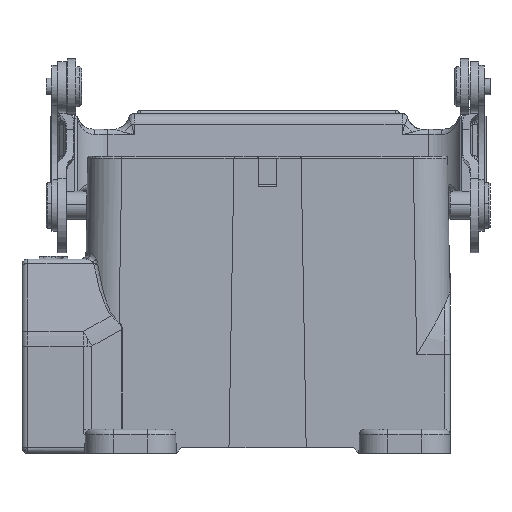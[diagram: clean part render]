
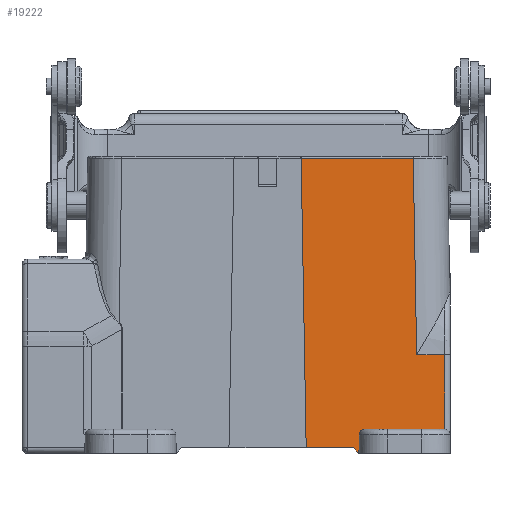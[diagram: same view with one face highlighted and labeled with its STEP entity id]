
A CAD part, left-side view. The second image highlights one B-rep face of the part: STEP entity #19222.
In plain terms, the highlighted planar face has unit normal (-1, 0, 0.018).
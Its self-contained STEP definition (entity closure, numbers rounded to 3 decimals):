
#1949=DIRECTION('',(0.,1.,0.));
#1950=VECTOR('',#1949,4.893);
#1951=CARTESIAN_POINT('',(-32.91,-30.805,
-33.061));
#1952=LINE('',#1951,#1950);
#1953=CARTESIAN_POINT('',(-32.91,-25.912,
-33.061));
#1964=CARTESIAN_POINT('',(-33.139,-30.805,
-46.131));
#1965=CARTESIAN_POINT('',(-33.138,-30.786,
-46.13));
#1966=CARTESIAN_POINT('',(-33.138,-30.767,
-46.129));
#1967=CARTESIAN_POINT('',(-33.138,-30.749,
-46.129));
#1969=DIRECTION('',(0.012,0.707,0.707));
#1970=VECTOR('',#1969,1.414);
#1971=CARTESIAN_POINT('',(-33.212,-15.805,
-50.329));
#1972=LINE('',#1971,#1970);
#1973=DIRECTION('',(0.,1.,0.));
#1974=VECTOR('',#1973,8.239);
#1975=CARTESIAN_POINT('',(-33.194,-14.805,
-49.329));
#1976=LINE('',#1975,#1974);
#1977=DIRECTION('',(-0.017,-0.017,-1.));
#1978=VECTOR('',#1977,34.448);
#1979=CARTESIAN_POINT('',(-32.309,-25.311,
1.376));
#1980=LINE('',#1979,#1978);
#2006=DIRECTION('',(0.017,0.,1.));
#2007=VECTOR('',#2006,13.072);
#2008=CARTESIAN_POINT('',(-33.139,-30.805,
-46.131));
#2009=LINE('',#2008,#2007);
#2293=DIRECTION('',(0.017,-0.017,1.));
#2294=VECTOR('',#2293,3.219);
#2295=CARTESIAN_POINT('',(-33.212,-15.805,
-50.329));
#2296=LINE('',#2295,#2294);
#2444=CARTESIAN_POINT('',(-33.156,-15.861,
-47.112));
#2445=CARTESIAN_POINT('',(-33.153,-15.864,
-46.948));
#2446=CARTESIAN_POINT('',(-33.148,-15.939,
-46.691));
#2447=CARTESIAN_POINT('',(-33.143,-16.146,
-46.402));
#2448=CARTESIAN_POINT('',(-33.14,-16.439,
-46.2));
#2449=CARTESIAN_POINT('',(-33.138,-16.697,
-46.129));
#2450=CARTESIAN_POINT('',(-33.138,-16.861,
-46.129));
#2466=DIRECTION('',(0.,-1.,0.));
#2467=VECTOR('',#2466,13.888);
#2468=CARTESIAN_POINT('',(-33.138,-16.861,
-46.129));
#2469=LINE('',#2468,#2467);
#2532=DIRECTION('',(-0.017,-0.017,-1.));
#2533=VECTOR('',#2532,50.72);
#2534=CARTESIAN_POINT('',(-32.309,-5.681,
1.375));
#2535=LINE('',#2534,#2533);
#2689=DIRECTION('',(0.,1.,0.));
#2690=VECTOR('',#2689,19.63);
#2691=CARTESIAN_POINT('',(-32.309,-25.311,
1.376));
#2692=LINE('',#2691,#2690);
#14660=CARTESIAN_POINT('',(-33.194,-6.566,
-49.329));
#14661=VERTEX_POINT('',#14660);
#14662=CARTESIAN_POINT('',(-33.194,-14.805,
-49.329));
#14663=VERTEX_POINT('',#14662);
#14699=CARTESIAN_POINT('',(-32.91,-30.805,
-33.061));
#14700=VERTEX_POINT('',#14699);
#14701=VERTEX_POINT('',#1953);
#14702=CARTESIAN_POINT('',(-32.309,-25.311,
1.376));
#14703=VERTEX_POINT('',#14702);
#14709=VERTEX_POINT('',#1964);
#14710=VERTEX_POINT('',#1967);
#14711=CARTESIAN_POINT('',(-33.138,-16.861,
-46.129));
#14712=VERTEX_POINT('',#14711);
#14713=VERTEX_POINT('',#2444);
#14714=CARTESIAN_POINT('',(-33.212,-15.805,
-50.329));
#14715=VERTEX_POINT('',#14714);
#14716=CARTESIAN_POINT('',(-32.309,-5.681,
1.375));
#14717=VERTEX_POINT('',#14716);
#19196=CARTESIAN_POINT('',(-32.761,-18.243,
-24.477));
#19197=DIRECTION('',(1.,0.,-0.017));
#19198=DIRECTION('',(0.017,0.,1.));
#19199=AXIS2_PLACEMENT_3D('',#19196,#19197,#19198);
#19200=PLANE('',#19199);
#19202=ORIENTED_EDGE('',*,*,#19201,.T.);
#19204=ORIENTED_EDGE('',*,*,#19203,.F.);
#19206=ORIENTED_EDGE('',*,*,#19205,.F.);
#19208=ORIENTED_EDGE('',*,*,#19207,.F.);
#19210=ORIENTED_EDGE('',*,*,#19209,.T.);
#19211=ORIENTED_EDGE('',*,*,#19061,.T.);
#19213=ORIENTED_EDGE('',*,*,#19212,.F.);
#19215=ORIENTED_EDGE('',*,*,#19214,.F.);
#19216=ORIENTED_EDGE('',*,*,#19169,.T.);
#19217=ORIENTED_EDGE('',*,*,#19189,.F.);
#19219=ORIENTED_EDGE('',*,*,#19218,.F.);
#19220=EDGE_LOOP('',(#19202,#19204,#19206,#19208,#19210,#19211,#19213,#19215,
#19216,#19217,#19219));
#19221=FACE_OUTER_BOUND('',#19220,.F.);
#19222=ADVANCED_FACE('',(#19221),#19200,.F.);
#1968=B_SPLINE_CURVE_WITH_KNOTS('',3,(#1964,#1965,#1966,#1967),.UNSPECIFIED.,
.F.,.F.,(4,4),(0.,1.),.UNSPECIFIED.);
#2451=B_SPLINE_CURVE_WITH_KNOTS('',3,(#2444,#2445,#2446,#2447,#2448,#2449,
#2450),.UNSPECIFIED.,.F.,.F.,(4,1,1,1,4),(0.,0.25,0.5,0.75,1.),
.UNSPECIFIED.);
#19061=EDGE_CURVE('',#14663,#14661,#1976,.T.);
#19169=EDGE_CURVE('',#14703,#14701,#1980,.T.);
#19189=EDGE_CURVE('',#14700,#14701,#1952,.T.);
#19201=EDGE_CURVE('',#14709,#14710,#1968,.T.);
#19203=EDGE_CURVE('',#14712,#14710,#2469,.T.);
#19205=EDGE_CURVE('',#14713,#14712,#2451,.T.);
#19207=EDGE_CURVE('',#14715,#14713,#2296,.T.);
#19209=EDGE_CURVE('',#14715,#14663,#1972,.T.);
#19212=EDGE_CURVE('',#14717,#14661,#2535,.T.);
#19214=EDGE_CURVE('',#14703,#14717,#2692,.T.);
#19218=EDGE_CURVE('',#14709,#14700,#2009,.T.);
